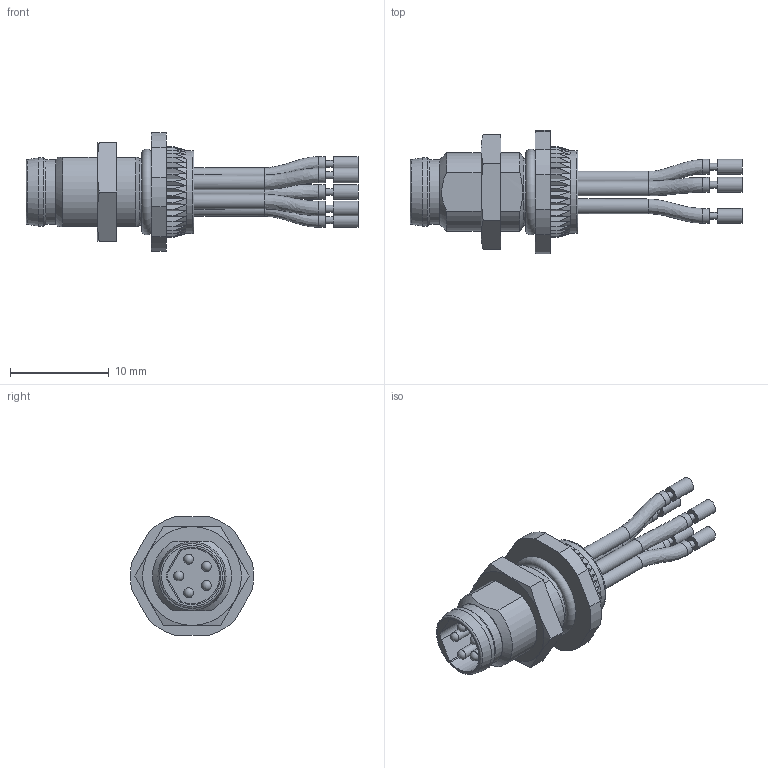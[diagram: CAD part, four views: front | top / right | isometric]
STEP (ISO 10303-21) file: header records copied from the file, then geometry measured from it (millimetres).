
FILE_DESCRIPTION(/* description */ (''),/* implementation_level */ '2;1');
FILE_NAME(/* name */ '5021495__Flanschstecker_assy_152021.stp',/* time_stamp */ '2016-11-18T13:07:00+01:00',/* author */ (''),/* organization */ (''),/* preprocessor_version */ 'ST-DEVELOPER v16',/* originating_system */ 'SIEMENS PLM Software NX 10.0',/* authorisation */ '');
FILE_SCHEMA (('AUTOMOTIVE_DESIGN { 1 0 10303 214 3 1 1 1 }'));
Length unit declared in the file: millimetre
Products named in the file (1): osen1818D39Ctr2e
Bounding box: 33.6 x 12.46 x 12 mm (x, y, z)
Volume: 1023.9 mm3; surface area: 1414.2 mm2
Topology: 2 solids, 2 shells, 195 faces, 508 edges, 331 vertices
Faces by surface type: plane 121, cylinder 45, cone 11, bspline 7, torus 6, sphere 5
Full cylindrical faces by diameter (mm): 0.7 x5, 1 x5, 1.5 x15, 6.5 x1, 6.7 x1, 6.9 x1, 8.4 x1
Entity records: 5851 total; most frequent: CARTESIAN_POINT 1606, ORIENTED_EDGE 846, DIRECTION 792, EDGE_CURVE 423, VERTEX_POINT 300, AXIS2_PLACEMENT_3D 286, EDGE_LOOP 262, LINE 220
